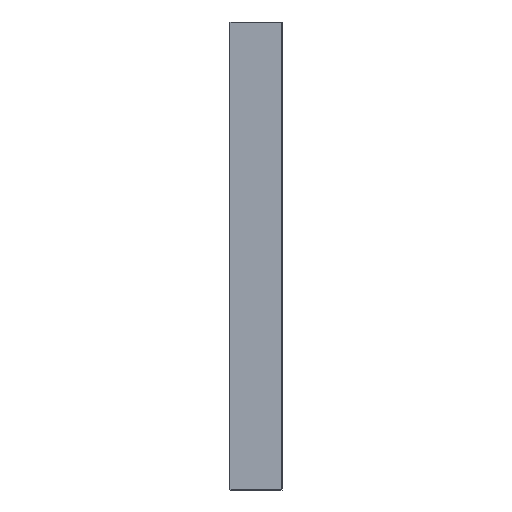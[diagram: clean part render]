
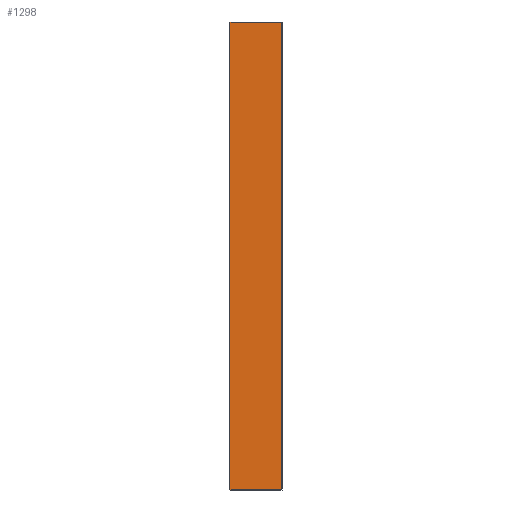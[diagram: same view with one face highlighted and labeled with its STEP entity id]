
A CAD part, left-side view. The second image highlights one B-rep face of the part: STEP entity #1298.
In plain terms, the highlighted planar face has unit normal (-1, 0, 0).
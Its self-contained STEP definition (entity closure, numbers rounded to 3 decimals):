
#19 = VERTEX_POINT ( 'NONE', #2226 ) ;
#36 = VERTEX_POINT ( 'NONE', #1688 ) ;
#55 = ORIENTED_EDGE ( 'NONE', *, *, #223, .T. ) ;
#94 = EDGE_CURVE ( 'NONE', #2322, #19, #349, .T. ) ;
#223 = EDGE_CURVE ( 'NONE', #19, #2391, #1210, .T. ) ;
#236 = EDGE_CURVE ( 'NONE', #2391, #36, #1798, .T. ) ;
#238 = CARTESIAN_POINT ( 'NONE',  ( -245., 10., 90. ) ) ;
#349 = LINE ( 'NONE', #973, #643 ) ;
#464 = LINE ( 'NONE', #2402, #1355 ) ;
#566 = DIRECTION ( 'NONE',  ( 0., 0., 1. ) ) ;
#643 = VECTOR ( 'NONE', #1134, 1000. ) ;
#650 = DIRECTION ( 'NONE',  ( 0., -1., 0. ) ) ;
#927 = CARTESIAN_POINT ( 'NONE',  ( -245., 0., 0. ) ) ;
#973 = CARTESIAN_POINT ( 'NONE',  ( -245., 0., 90. ) ) ;
#1026 = DIRECTION ( 'NONE',  ( 0., 0., -1. ) ) ;
#1071 = CARTESIAN_POINT ( 'NONE',  ( -245., 10., 0. ) ) ;
#1134 = DIRECTION ( 'NONE',  ( 0., 1., 0. ) ) ;
#1210 = LINE ( 'NONE', #238, #1376 ) ;
#1247 = DIRECTION ( 'NONE',  ( 0., 0., 1. ) ) ;
#1298 = ADVANCED_FACE ( 'NONE', ( #2258 ), #2432, .T. ) ;
#1355 = VECTOR ( 'NONE', #1247, 1000. ) ;
#1376 = VECTOR ( 'NONE', #1026, 1000. ) ;
#1608 = CARTESIAN_POINT ( 'NONE',  ( -245., 10., 0. ) ) ;
#1659 = ORIENTED_EDGE ( 'NONE', *, *, #94, .T. ) ;
#1688 = CARTESIAN_POINT ( 'NONE',  ( -245., 0., 0. ) ) ;
#1795 = CARTESIAN_POINT ( 'NONE',  ( -245., 0., 90. ) ) ;
#1798 = LINE ( 'NONE', #1608, #2012 ) ;
#1886 = ORIENTED_EDGE ( 'NONE', *, *, #236, .T. ) ;
#1905 = DIRECTION ( 'NONE',  ( -1., 0., 0. ) ) ;
#1933 = ORIENTED_EDGE ( 'NONE', *, *, #1998, .T. ) ;
#1998 = EDGE_CURVE ( 'NONE', #36, #2322, #464, .T. ) ;
#2012 = VECTOR ( 'NONE', #650, 1000. ) ;
#2226 = CARTESIAN_POINT ( 'NONE',  ( -245., 10., 90. ) ) ;
#2249 = EDGE_LOOP ( 'NONE', ( #55, #1886, #1933, #1659 ) ) ;
#2258 = FACE_OUTER_BOUND ( 'NONE', #2249, .T. ) ;
#2322 = VERTEX_POINT ( 'NONE', #1795 ) ;
#2391 = VERTEX_POINT ( 'NONE', #1071 ) ;
#2402 = CARTESIAN_POINT ( 'NONE',  ( -245., 0., 0. ) ) ;
#2432 = PLANE ( 'NONE',  #2463 ) ;
#2463 = AXIS2_PLACEMENT_3D ( 'NONE', #927, #1905, #566 ) ;
